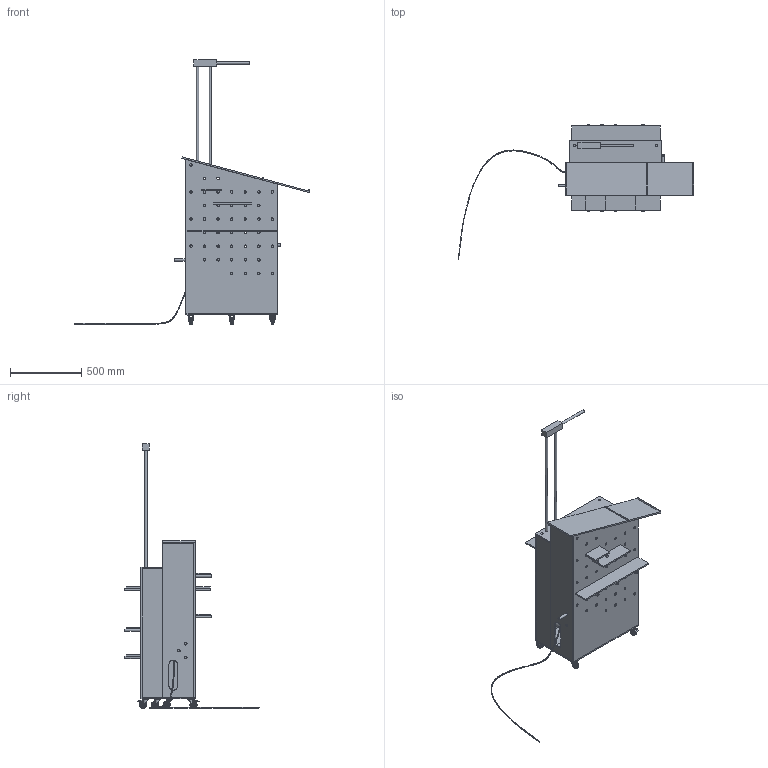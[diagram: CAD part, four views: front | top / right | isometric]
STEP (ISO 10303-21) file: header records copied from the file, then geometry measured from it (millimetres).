
FILE_DESCRIPTION(/* description */ (''),/* implementation_level */ '2;1');
FILE_NAME(/* name */ 'LAMAIZ~2',/* time_stamp */ '2021-10-07T22:02:29+02:00',/* author */ (''),/* organization */ (''),/* preprocessor_version */ 'ST-DEVELOPER v16.5',/* originating_system */ '',/* authorisation */ '');
FILE_SCHEMA (('AUTOMOTIVE_DESIGN'));
Products named in the file (3): Document; roulette_cp1br050-323l; Block 01
Assembly tree (3 placements, depth 3):
  Document
    roulette_cp1br050-323l  x2
      Block 01
Bounding box: 1645.8 x 940.41 x 1854.66 mm (x, y, z)
Volume: 101340723.5 mm3; surface area: 11376123.8 mm2
Topology: 161 solids, 167 shells, 2547 faces, 6111 edges, 3968 vertices
Faces by surface type: plane 1319, cylinder 687, bspline 541
Full cylindrical faces by diameter (mm): 2 x24, 4 x18, 6.223 x6, 7.5 x2, 17 x65, 17.5 x198, 18 x1, 27 x2, 28.66 x1, 36.784 x1, 75 x1
Entity records: 87858 total; most frequent: CARTESIAN_POINT 48816, ORIENTED_EDGE 11294, EDGE_CURVE 5677, VERTEX_POINT 3716, B_SPLINE_CURVE_WITH_KNOTS 3384, EDGE_LOOP 3029, ADVANCED_FACE 2400, FACE_OUTER_BOUND 2400
